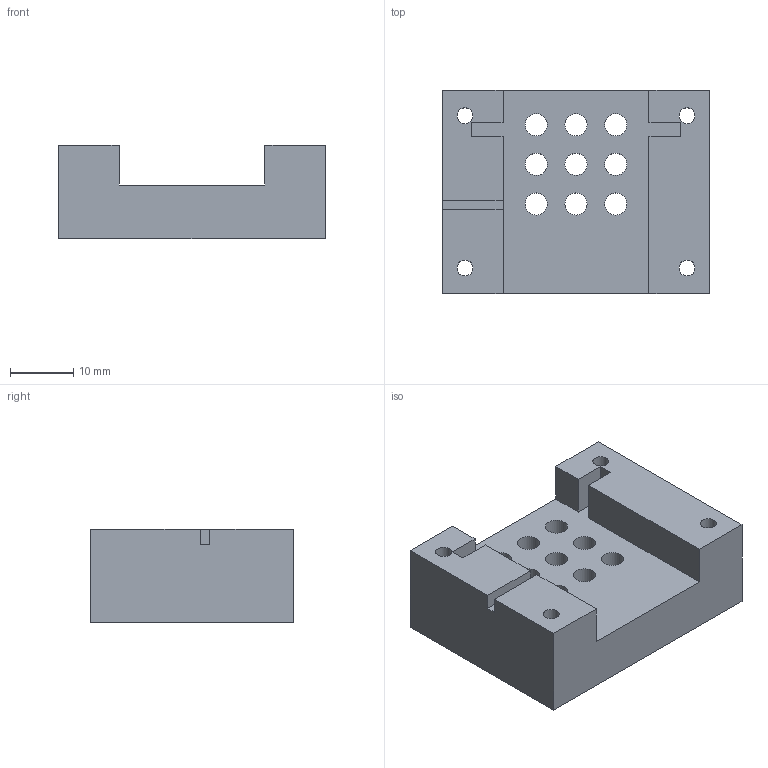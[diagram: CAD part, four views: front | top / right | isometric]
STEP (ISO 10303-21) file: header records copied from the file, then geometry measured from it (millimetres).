
FILE_DESCRIPTION(/* description */ (''),/* implementation_level */ '2;1');
FILE_NAME(/* name */ 'Module_Cover.stp',/* time_stamp */ '2018-07-19T11:14:33+02:00',/* author */ ('lucas.dahl'),/* organization */ (''),/* preprocessor_version */ 'ST-DEVELOPER v16.13',/* originating_system */ 'Autodesk Inventor 2018',/* authorisation */ '');
FILE_SCHEMA (('AUTOMOTIVE_DESIGN { 1 0 10303 214 3 1 1 }'));
Length unit declared in the file: millimetre
Products named in the file (1): Module_Cover
Bounding box: 42 x 32 x 14.8 mm (x, y, z)
Volume: 13695.4 mm3; surface area: 6452.5 mm2
Topology: 1 solids, 1 shells, 43 faces, 115 edges, 78 vertices
Faces by surface type: plane 26, cylinder 17
Full cylindrical faces by diameter (mm): 2.5 x4, 3.5 x9, 4.5 x4
Entity records: 1332 total; most frequent: DIRECTION 216, CARTESIAN_POINT 212, ORIENTED_EDGE 188, EDGE_CURVE 94, EDGE_LOOP 90, AXIS2_PLACEMENT_3D 78, VERTEX_POINT 74, LINE 60
